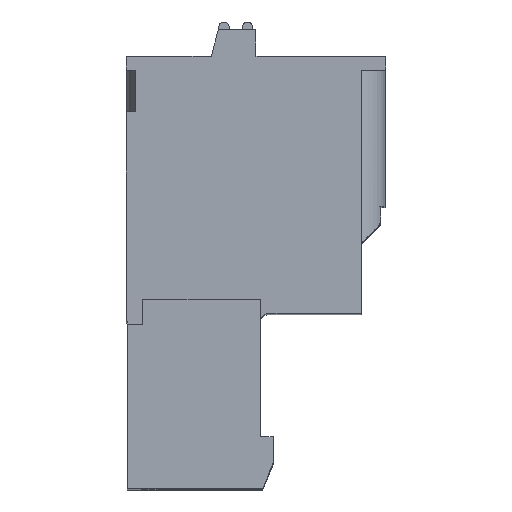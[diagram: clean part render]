
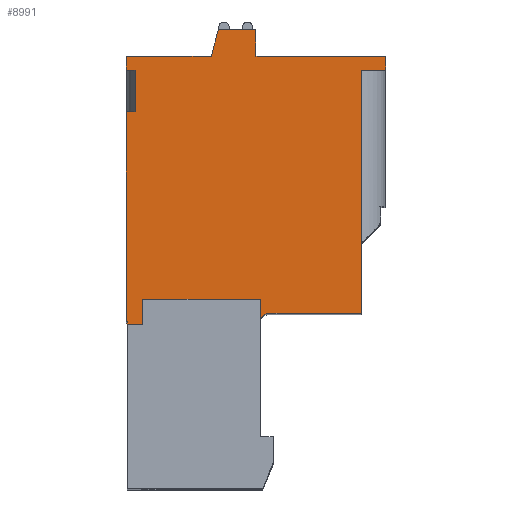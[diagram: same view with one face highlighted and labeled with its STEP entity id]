
A CAD part, top view. The second image highlights one B-rep face of the part: STEP entity #8991.
In plain terms, the highlighted planar face has unit normal (0, 0, 1).
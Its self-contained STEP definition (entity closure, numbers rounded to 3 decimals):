
#497=DIRECTION('',(0.,1.,0.));
#498=VECTOR('',#497,1.3);
#499=CARTESIAN_POINT('',(3.741,-4.022,2.5));
#500=LINE('',#499,#498);
#501=DIRECTION('',(-1.,0.,0.));
#502=VECTOR('',#501,6.8);
#503=CARTESIAN_POINT('',(3.741,-2.722,2.5));
#504=LINE('',#503,#502);
#505=DIRECTION('',(0.,-1.,0.));
#506=VECTOR('',#505,1.45);
#507=CARTESIAN_POINT('',(-3.059,-2.722,2.5));
#508=LINE('',#507,#506);
#509=DIRECTION('',(-1.,0.,0.));
#510=VECTOR('',#509,0.9);
#511=CARTESIAN_POINT('',(-3.059,-4.172,2.5));
#512=LINE('',#511,#510);
#513=DIRECTION('',(0.,-1.,0.));
#514=VECTOR('',#513,0.15);
#515=CARTESIAN_POINT('',(-3.959,-4.022,2.5));
#516=LINE('',#515,#514);
#517=DIRECTION('',(1.,0.,0.));
#518=VECTOR('',#517,0.05);
#519=CARTESIAN_POINT('',(-4.009,-4.022,2.5));
#520=LINE('',#519,#518);
#521=DIRECTION('',(0.,-1.,0.));
#522=VECTOR('',#521,12.15);
#523=CARTESIAN_POINT('',(-4.009,8.128,2.5));
#524=LINE('',#523,#522);
#525=DIRECTION('',(1.,0.,0.));
#526=VECTOR('',#525,0.5);
#527=CARTESIAN_POINT('',(-4.009,8.128,2.5));
#528=LINE('',#527,#526);
#529=DIRECTION('',(0.,-1.,0.));
#530=VECTOR('',#529,2.4);
#531=CARTESIAN_POINT('',(-3.509,10.528,2.5));
#532=LINE('',#531,#530);
#533=DIRECTION('',(1.,0.,0.));
#534=VECTOR('',#533,0.5);
#535=CARTESIAN_POINT('',(-4.009,10.528,2.5));
#536=LINE('',#535,#534);
#537=DIRECTION('',(0.,-1.,0.));
#538=VECTOR('',#537,0.8);
#539=CARTESIAN_POINT('',(-4.009,11.328,2.5));
#540=LINE('',#539,#538);
#541=DIRECTION('',(-1.,0.,0.));
#542=VECTOR('',#541,4.907);
#543=CARTESIAN_POINT('',(0.898,11.328,2.5));
#544=LINE('',#543,#542);
#545=DIRECTION('',(-0.259,-0.966,0.));
#546=VECTOR('',#545,1.605);
#547=CARTESIAN_POINT('',(1.313,12.878,2.5));
#548=LINE('',#547,#546);
#549=DIRECTION('',(-1.,0.,0.));
#550=VECTOR('',#549,2.178);
#551=CARTESIAN_POINT('',(3.491,12.878,2.5));
#552=LINE('',#551,#550);
#553=DIRECTION('',(0.,1.,0.));
#554=VECTOR('',#553,1.55);
#555=CARTESIAN_POINT('',(3.491,11.328,2.5));
#556=LINE('',#555,#554);
#557=DIRECTION('',(-1.,0.,0.));
#558=VECTOR('',#557,7.5);
#559=CARTESIAN_POINT('',(10.991,11.328,2.5));
#560=LINE('',#559,#558);
#561=DIRECTION('',(0.,1.,0.));
#562=VECTOR('',#561,0.8);
#563=CARTESIAN_POINT('',(10.991,10.528,2.5));
#564=LINE('',#563,#562);
#565=DIRECTION('',(-1.,0.,0.));
#566=VECTOR('',#565,1.4);
#567=CARTESIAN_POINT('',(10.991,10.528,2.5));
#568=LINE('',#567,#566);
#569=DIRECTION('',(1.,0.,0.));
#570=VECTOR('',#569,5.35);
#571=CARTESIAN_POINT('',(4.241,-3.522,2.5));
#572=LINE('',#571,#570);
#573=CARTESIAN_POINT('',(4.241,-4.022,2.5));
#574=DIRECTION('',(0.,0.,-1.));
#575=DIRECTION('',(-1.,0.,0.));
#576=AXIS2_PLACEMENT_3D('',#573,#574,#575);
#2364=DIRECTION('',(0.,1.,0.));
#2365=VECTOR('',#2364,14.05);
#2366=CARTESIAN_POINT('',(9.591,-3.522,2.5));
#2367=LINE('',#2366,#2365);
#6570=CARTESIAN_POINT('',(-4.009,-4.022,2.5));
#6571=CARTESIAN_POINT('',(-3.959,-4.022,2.5));
#6572=VERTEX_POINT('',#6570);
#6573=VERTEX_POINT('',#6571);
#6574=CARTESIAN_POINT('',(4.241,-3.522,2.5));
#6575=CARTESIAN_POINT('',(9.591,-3.522,2.5));
#6576=VERTEX_POINT('',#6574);
#6577=VERTEX_POINT('',#6575);
#6578=CARTESIAN_POINT('',(10.991,11.328,2.5));
#6579=CARTESIAN_POINT('',(3.491,11.328,2.5));
#6580=VERTEX_POINT('',#6578);
#6581=VERTEX_POINT('',#6579);
#6582=CARTESIAN_POINT('',(3.491,12.878,2.5));
#6583=VERTEX_POINT('',#6582);
#6584=CARTESIAN_POINT('',(1.313,12.878,2.5));
#6585=VERTEX_POINT('',#6584);
#6586=CARTESIAN_POINT('',(0.898,11.328,2.5));
#6587=VERTEX_POINT('',#6586);
#6588=CARTESIAN_POINT('',(-4.009,11.328,2.5));
#6589=VERTEX_POINT('',#6588);
#6594=CARTESIAN_POINT('',(10.991,10.528,2.5));
#6595=CARTESIAN_POINT('',(9.591,10.528,2.5));
#6596=VERTEX_POINT('',#6594);
#6597=VERTEX_POINT('',#6595);
#6712=CARTESIAN_POINT('',(3.741,-4.022,2.5));
#6713=CARTESIAN_POINT('',(3.741,-2.722,2.5));
#6714=VERTEX_POINT('',#6712);
#6715=VERTEX_POINT('',#6713);
#6716=CARTESIAN_POINT('',(-3.059,-2.722,2.5));
#6717=VERTEX_POINT('',#6716);
#6718=CARTESIAN_POINT('',(-3.059,-4.172,2.5));
#6719=VERTEX_POINT('',#6718);
#6720=CARTESIAN_POINT('',(-3.959,-4.172,2.5));
#6721=VERTEX_POINT('',#6720);
#6726=CARTESIAN_POINT('',(-4.009,10.528,2.5));
#6727=CARTESIAN_POINT('',(-3.509,10.528,2.5));
#6728=VERTEX_POINT('',#6726);
#6729=VERTEX_POINT('',#6727);
#6730=CARTESIAN_POINT('',(-4.009,8.128,2.5));
#6731=CARTESIAN_POINT('',(-3.509,8.128,2.5));
#6732=VERTEX_POINT('',#6730);
#6733=VERTEX_POINT('',#6731);
#8945=CARTESIAN_POINT('',(0.,0.,2.5));
#8946=DIRECTION('',(0.,0.,1.));
#8947=DIRECTION('',(1.,0.,0.));
#8948=AXIS2_PLACEMENT_3D('',#8945,#8946,#8947);
#8949=PLANE('',#8948);
#8950=ORIENTED_EDGE('',*,*,#8926,.T.);
#8952=ORIENTED_EDGE('',*,*,#8951,.T.);
#8954=ORIENTED_EDGE('',*,*,#8953,.T.);
#8956=ORIENTED_EDGE('',*,*,#8955,.T.);
#8957=ORIENTED_EDGE('',*,*,#8542,.F.);
#8959=ORIENTED_EDGE('',*,*,#8958,.F.);
#8961=ORIENTED_EDGE('',*,*,#8960,.F.);
#8963=ORIENTED_EDGE('',*,*,#8962,.T.);
#8965=ORIENTED_EDGE('',*,*,#8964,.F.);
#8967=ORIENTED_EDGE('',*,*,#8966,.F.);
#8969=ORIENTED_EDGE('',*,*,#8968,.F.);
#8971=ORIENTED_EDGE('',*,*,#8970,.F.);
#8973=ORIENTED_EDGE('',*,*,#8972,.F.);
#8975=ORIENTED_EDGE('',*,*,#8974,.F.);
#8977=ORIENTED_EDGE('',*,*,#8976,.F.);
#8979=ORIENTED_EDGE('',*,*,#8978,.F.);
#8981=ORIENTED_EDGE('',*,*,#8980,.F.);
#8983=ORIENTED_EDGE('',*,*,#8982,.T.);
#8985=ORIENTED_EDGE('',*,*,#8984,.F.);
#8987=ORIENTED_EDGE('',*,*,#8986,.F.);
#8988=ORIENTED_EDGE('',*,*,#8938,.F.);
#8989=EDGE_LOOP('',(#8950,#8952,#8954,#8956,#8957,#8959,#8961,#8963,#8965,#8967,
#8969,#8971,#8973,#8975,#8977,#8979,#8981,#8983,#8985,#8987,#8988));
#8990=FACE_OUTER_BOUND('',#8989,.F.);
#577=CIRCLE('',#576,0.5);
#8542=EDGE_CURVE('',#6573,#6721,#516,.T.);
#8926=EDGE_CURVE('',#6714,#6715,#500,.T.);
#8938=EDGE_CURVE('',#6714,#6576,#577,.T.);
#8951=EDGE_CURVE('',#6715,#6717,#504,.T.);
#8953=EDGE_CURVE('',#6717,#6719,#508,.T.);
#8955=EDGE_CURVE('',#6719,#6721,#512,.T.);
#8958=EDGE_CURVE('',#6572,#6573,#520,.T.);
#8960=EDGE_CURVE('',#6732,#6572,#524,.T.);
#8962=EDGE_CURVE('',#6732,#6733,#528,.T.);
#8964=EDGE_CURVE('',#6729,#6733,#532,.T.);
#8966=EDGE_CURVE('',#6728,#6729,#536,.T.);
#8968=EDGE_CURVE('',#6589,#6728,#540,.T.);
#8970=EDGE_CURVE('',#6587,#6589,#544,.T.);
#8972=EDGE_CURVE('',#6585,#6587,#548,.T.);
#8974=EDGE_CURVE('',#6583,#6585,#552,.T.);
#8976=EDGE_CURVE('',#6581,#6583,#556,.T.);
#8978=EDGE_CURVE('',#6580,#6581,#560,.T.);
#8980=EDGE_CURVE('',#6596,#6580,#564,.T.);
#8982=EDGE_CURVE('',#6596,#6597,#568,.T.);
#8984=EDGE_CURVE('',#6577,#6597,#2367,.T.);
#8986=EDGE_CURVE('',#6576,#6577,#572,.T.);
#8991=ADVANCED_FACE('',(#8990),#8949,.T.);
